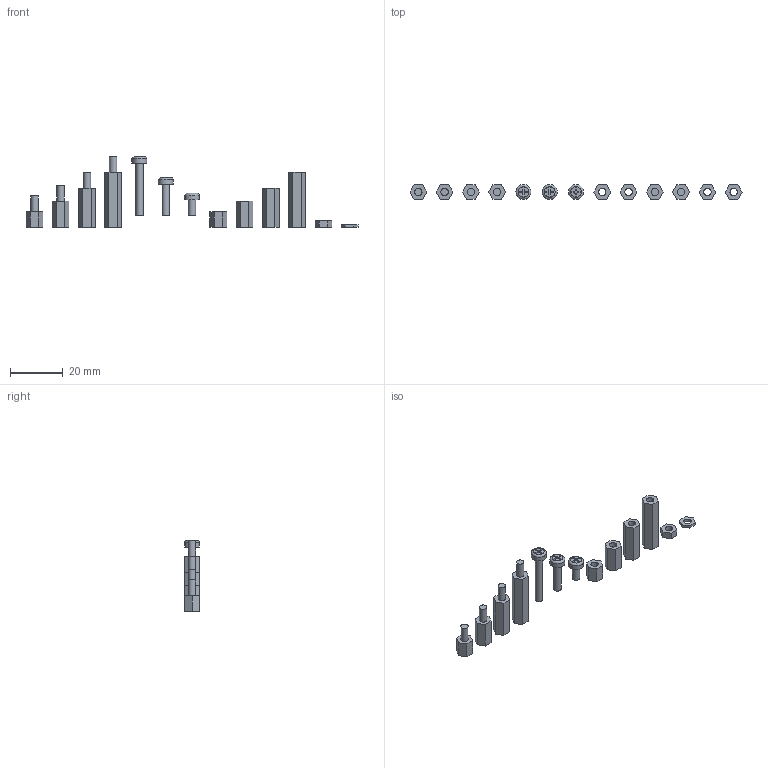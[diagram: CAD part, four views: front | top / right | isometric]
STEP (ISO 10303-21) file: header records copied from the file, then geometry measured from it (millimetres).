
FILE_DESCRIPTION(('HOOPS Exchange Step'),'2;1');
FILE_NAME('temp_export','2023-07-22T00:09:03-04:00',('tarek'),('Shapr3D Limited'),'HOOPS Exchange 2022.2','Shapr3D','Authorized');
FILE_SCHEMA( ('AUTOMOTIVE_DESIGN { 1 0 10303 214 1 1 1 1 }') );
Length unit declared in the file: millimetre
Products named in the file (2): M3 Nylon Assortment; root
Assembly tree (1 placements, depth 2):
  root
    M3 Nylon Assortment
Bounding box: 126.35 x 5.7 x 27 mm (x, y, z)
Volume: 2974.4 mm3; surface area: 3938.9 mm2
Topology: 13 solids, 13 shells, 186 faces, 452 edges, 307 vertices
Faces by surface type: plane 149, cylinder 34, torus 3
Full cylindrical faces by diameter (mm): 2.8 x19, 5.7 x3
Entity records: 5529 total; most frequent: DIRECTION 958, CARTESIAN_POINT 947, ORIENTED_EDGE 904, EDGE_CURVE 452, VECTOR 322, LINE 322, AXIS2_PLACEMENT_3D 318, VERTEX_POINT 307
